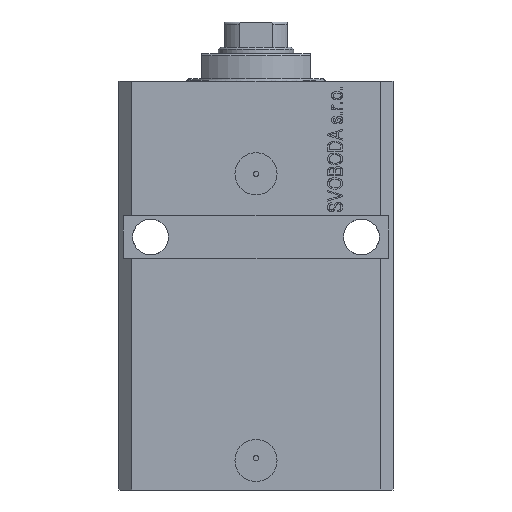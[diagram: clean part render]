
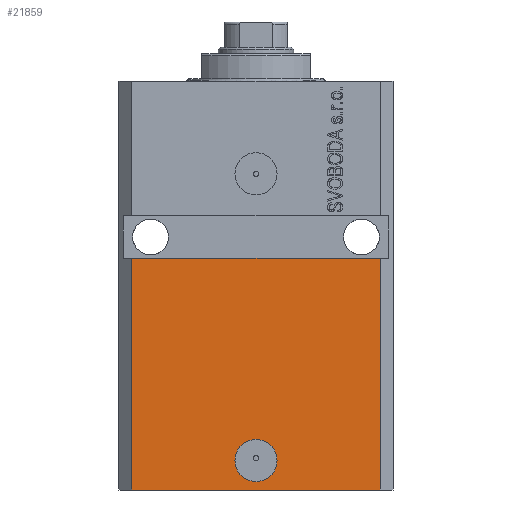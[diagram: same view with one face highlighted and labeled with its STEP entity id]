
A CAD part, front view. The second image highlights one B-rep face of the part: STEP entity #21859.
In plain terms, the highlighted planar face has unit normal (0, -1, 0).
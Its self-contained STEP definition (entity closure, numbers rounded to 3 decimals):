
#391 = DIRECTION ( 'NONE',  ( 0., 0., 1. ) ) ;
#1073 = EDGE_CURVE ( 'NONE', #23509, #17931, #19711, .T. ) ;
#1271 = LINE ( 'NONE', #18959, #4791 ) ;
#3304 = VECTOR ( 'NONE', #33787, 1000. ) ;
#4096 = EDGE_LOOP ( 'NONE', ( #19326, #28797, #25684, #35163 ) ) ;
#4564 = AXIS2_PLACEMENT_3D ( 'NONE', #22937, #37249, #39719 ) ;
#4791 = VECTOR ( 'NONE', #30403, 1000. ) ;
#6610 = CARTESIAN_POINT ( 'NONE',  ( 29.5, -22.5, -97. ) ) ;
#7325 = FACE_OUTER_BOUND ( 'NONE', #4096, .T. ) ;
#9197 = CARTESIAN_POINT ( 'NONE',  ( -29.5, -22.5, -97. ) ) ;
#10378 = CARTESIAN_POINT ( 'NONE',  ( -29.5, -22.5, -97. ) ) ;
#11034 = VECTOR ( 'NONE', #12561, 1000. ) ;
#12561 = DIRECTION ( 'NONE',  ( 0., 0., 1. ) ) ;
#12875 = EDGE_CURVE ( 'NONE', #28788, #17931, #38969, .T. ) ;
#15368 = AXIS2_PLACEMENT_3D ( 'NONE', #34340, #41725, #38291 ) ;
#15487 = EDGE_CURVE ( 'NONE', #16656, #24763, #23774, .T. ) ;
#16656 = VERTEX_POINT ( 'NONE', #40874 ) ;
#17931 = VERTEX_POINT ( 'NONE', #39144 ) ;
#18959 = CARTESIAN_POINT ( 'NONE',  ( -29.5, -22.5, -97. ) ) ;
#19096 = EDGE_CURVE ( 'NONE', #21225, #28788, #1271, .T. ) ;
#19326 = ORIENTED_EDGE ( 'NONE', *, *, #1073, .F. ) ;
#19358 = CARTESIAN_POINT ( 'NONE',  ( -5., -22.5, -90. ) ) ;
#19673 = ORIENTED_EDGE ( 'NONE', *, *, #15487, .F. ) ;
#19711 = LINE ( 'NONE', #34493, #3304 ) ;
#21225 = VERTEX_POINT ( 'NONE', #10378 ) ;
#21859 = ADVANCED_FACE ( 'NONE', ( #40045, #7325 ), #35761, .T. ) ;
#21992 = EDGE_CURVE ( 'NONE', #21225, #23509, #31179, .T. ) ;
#22937 = CARTESIAN_POINT ( 'NONE',  ( 0., -22.5, -90. ) ) ;
#23509 = VERTEX_POINT ( 'NONE', #32181 ) ;
#23774 = CIRCLE ( 'NONE', #15368, 5. ) ;
#24763 = VERTEX_POINT ( 'NONE', #19358 ) ;
#25684 = ORIENTED_EDGE ( 'NONE', *, *, #19096, .T. ) ;
#25966 = VECTOR ( 'NONE', #391, 1000. ) ;
#26187 = CARTESIAN_POINT ( 'NONE',  ( 29.5, -22.5, -97. ) ) ;
#28636 = DIRECTION ( 'NONE',  ( 0., -1., 0. ) ) ;
#28788 = VERTEX_POINT ( 'NONE', #6610 ) ;
#28797 = ORIENTED_EDGE ( 'NONE', *, *, #21992, .F. ) ;
#30070 = AXIS2_PLACEMENT_3D ( 'NONE', #46743, #28636, #43158 ) ;
#30403 = DIRECTION ( 'NONE',  ( 1., 0., 0. ) ) ;
#31179 = LINE ( 'NONE', #9197, #11034 ) ;
#32181 = CARTESIAN_POINT ( 'NONE',  ( -29.5, -22.5, -42. ) ) ;
#33787 = DIRECTION ( 'NONE',  ( 1., 0., 0. ) ) ;
#34289 = CIRCLE ( 'NONE', #4564, 5. ) ;
#34340 = CARTESIAN_POINT ( 'NONE',  ( 0., -22.5, -90. ) ) ;
#34493 = CARTESIAN_POINT ( 'NONE',  ( -32.5, -22.5, -42. ) ) ;
#35163 = ORIENTED_EDGE ( 'NONE', *, *, #12875, .T. ) ;
#35761 = PLANE ( 'NONE',  #30070 ) ;
#36595 = EDGE_CURVE ( 'NONE', #24763, #16656, #34289, .T. ) ;
#36801 = EDGE_LOOP ( 'NONE', ( #19673, #46679 ) ) ;
#37249 = DIRECTION ( 'NONE',  ( 0., -1., 0. ) ) ;
#38291 = DIRECTION ( 'NONE',  ( 1., 0., 0. ) ) ;
#38969 = LINE ( 'NONE', #26187, #25966 ) ;
#39144 = CARTESIAN_POINT ( 'NONE',  ( 29.5, -22.5, -42. ) ) ;
#39719 = DIRECTION ( 'NONE',  ( 1., 0., 0. ) ) ;
#40045 = FACE_BOUND ( 'NONE', #36801, .T. ) ;
#40874 = CARTESIAN_POINT ( 'NONE',  ( 5., -22.5, -90. ) ) ;
#41725 = DIRECTION ( 'NONE',  ( 0., -1., 0. ) ) ;
#43158 = DIRECTION ( 'NONE',  ( 1., 0., 0. ) ) ;
#46679 = ORIENTED_EDGE ( 'NONE', *, *, #36595, .F. ) ;
#46743 = CARTESIAN_POINT ( 'NONE',  ( -29.5, -22.5, -97. ) ) ;
